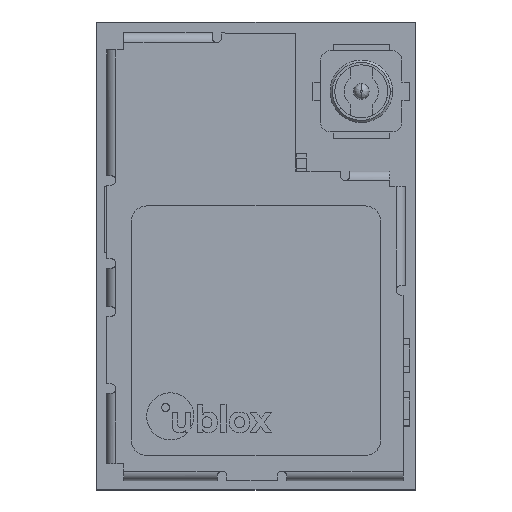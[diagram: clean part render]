
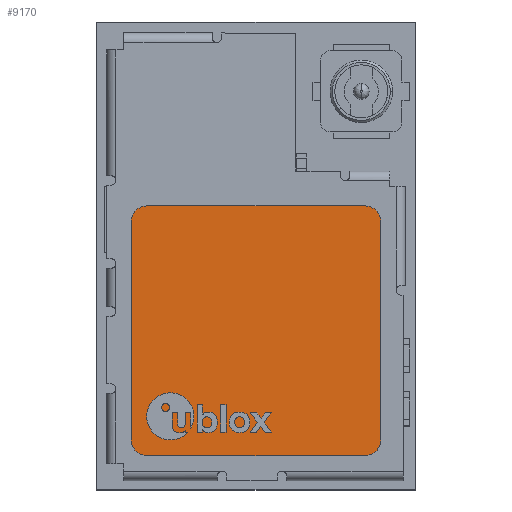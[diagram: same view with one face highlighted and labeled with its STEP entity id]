
A CAD part, top view. The second image highlights one B-rep face of the part: STEP entity #9170.
In plain terms, the highlighted planar face has unit normal (0, 0, 1).
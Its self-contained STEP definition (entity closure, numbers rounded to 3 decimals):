
#156 = ORIENTED_EDGE ( 'NONE', *, *, #21322, .T. ) ;
#490 = CARTESIAN_POINT ( 'NONE',  ( -3.5, -3.5, 0.13 ) ) ;
#1439 = DIRECTION ( 'NONE',  ( 0., -1., 0. ) ) ;
#1612 = EDGE_CURVE ( 'NONE', #37166, #36017, #19578, .T. ) ;
#2471 = CARTESIAN_POINT ( 'NONE',  ( 4., 4., 0.13 ) ) ;
#2945 = CARTESIAN_POINT ( 'NONE',  ( 4., 3.5, 0.13 ) ) ;
#3088 = AXIS2_PLACEMENT_3D ( 'NONE', #34545, #22017, #31530 ) ;
#3104 = AXIS2_PLACEMENT_3D ( 'NONE', #4491, #10844, #36151 ) ;
#4491 = CARTESIAN_POINT ( 'NONE',  ( 3.5, 3.5, 0.13 ) ) ;
#4765 = VECTOR ( 'NONE', #8371, 1000. ) ;
#5083 = VECTOR ( 'NONE', #37390, 1000. ) ;
#5485 = VECTOR ( 'NONE', #1439, 1000. ) ;
#5763 = ORIENTED_EDGE ( 'NONE', *, *, #1612, .T. ) ;
#6678 = ORIENTED_EDGE ( 'NONE', *, *, #39992, .T. ) ;
#6821 = CARTESIAN_POINT ( 'NONE',  ( 3.5, 4., 0.13 ) ) ;
#7338 = ORIENTED_EDGE ( 'NONE', *, *, #30961, .T. ) ;
#7794 = CIRCLE ( 'NONE', #3104, 0.5 ) ;
#7996 = VERTEX_POINT ( 'NONE', #6821 ) ;
#8371 = DIRECTION ( 'NONE',  ( 1., 0., 0. ) ) ;
#9053 = VECTOR ( 'NONE', #15563, 1000. ) ;
#9170 = ADVANCED_FACE ( 'NONE', ( #12761 ), #28180, .T. ) ;
#9911 = DIRECTION ( 'NONE',  ( 1., 0., 0. ) ) ;
#10293 = ORIENTED_EDGE ( 'NONE', *, *, #11110, .T. ) ;
#10791 = AXIS2_PLACEMENT_3D ( 'NONE', #490, #32346, #9911 ) ;
#10844 = DIRECTION ( 'NONE',  ( 0., 0., 1. ) ) ;
#11110 = EDGE_CURVE ( 'NONE', #24119, #31498, #27651, .T. ) ;
#11353 = CARTESIAN_POINT ( 'NONE',  ( 4., -3.5, 0.13 ) ) ;
#12761 = FACE_OUTER_BOUND ( 'NONE', #38051, .T. ) ;
#13261 = CARTESIAN_POINT ( 'NONE',  ( -4., -3.5, 0.13 ) ) ;
#15050 = CARTESIAN_POINT ( 'NONE',  ( -4., 4., 0.13 ) ) ;
#15563 = DIRECTION ( 'NONE',  ( 0., 1., 0. ) ) ;
#15782 = CARTESIAN_POINT ( 'NONE',  ( -3.5, 3.5, 0.13 ) ) ;
#15882 = VERTEX_POINT ( 'NONE', #28093 ) ;
#15916 = DIRECTION ( 'NONE',  ( 0., 0., 1. ) ) ;
#17349 = DIRECTION ( 'NONE',  ( 0., 0., 1. ) ) ;
#18461 = AXIS2_PLACEMENT_3D ( 'NONE', #15782, #15916, #25342 ) ;
#18589 = CIRCLE ( 'NONE', #10791, 0.5 ) ;
#19318 = VERTEX_POINT ( 'NONE', #36345 ) ;
#19578 = LINE ( 'NONE', #24368, #5485 ) ;
#19839 = EDGE_CURVE ( 'NONE', #19318, #37166, #38191, .T. ) ;
#20234 = CIRCLE ( 'NONE', #31423, 0.5 ) ;
#21322 = EDGE_CURVE ( 'NONE', #31498, #7996, #7794, .T. ) ;
#22017 = DIRECTION ( 'NONE',  ( 0., 0., 1. ) ) ;
#24119 = VERTEX_POINT ( 'NONE', #11353 ) ;
#24368 = CARTESIAN_POINT ( 'NONE',  ( -4., 4., 0.13 ) ) ;
#24880 = ORIENTED_EDGE ( 'NONE', *, *, #30149, .T. ) ;
#25342 = DIRECTION ( 'NONE',  ( 1., 0., 0. ) ) ;
#27651 = LINE ( 'NONE', #2471, #9053 ) ;
#28034 = CARTESIAN_POINT ( 'NONE',  ( -3.5, -4., 0.13 ) ) ;
#28093 = CARTESIAN_POINT ( 'NONE',  ( 3.5, -4., 0.13 ) ) ;
#28180 = PLANE ( 'NONE',  #3088 ) ;
#29232 = EDGE_CURVE ( 'NONE', #15882, #24119, #20234, .T. ) ;
#29673 = CARTESIAN_POINT ( 'NONE',  ( -4., 3.5, 0.13 ) ) ;
#30149 = EDGE_CURVE ( 'NONE', #7996, #19318, #34277, .T. ) ;
#30554 = ORIENTED_EDGE ( 'NONE', *, *, #29232, .T. ) ;
#30707 = VERTEX_POINT ( 'NONE', #28034 ) ;
#30948 = CARTESIAN_POINT ( 'NONE',  ( -4., -4., 0.13 ) ) ;
#30961 = EDGE_CURVE ( 'NONE', #36017, #30707, #18589, .T. ) ;
#31423 = AXIS2_PLACEMENT_3D ( 'NONE', #36621, #17349, #39857 ) ;
#31498 = VERTEX_POINT ( 'NONE', #2945 ) ;
#31530 = DIRECTION ( 'NONE',  ( 1., 0., 0. ) ) ;
#32346 = DIRECTION ( 'NONE',  ( 0., 0., 1. ) ) ;
#34277 = LINE ( 'NONE', #15050, #5083 ) ;
#34487 = LINE ( 'NONE', #30948, #4765 ) ;
#34545 = CARTESIAN_POINT ( 'NONE',  ( 0., 0., 0.13 ) ) ;
#36017 = VERTEX_POINT ( 'NONE', #13261 ) ;
#36151 = DIRECTION ( 'NONE',  ( 1., 0., 0. ) ) ;
#36345 = CARTESIAN_POINT ( 'NONE',  ( -3.5, 4., 0.13 ) ) ;
#36621 = CARTESIAN_POINT ( 'NONE',  ( 3.5, -3.5, 0.13 ) ) ;
#37166 = VERTEX_POINT ( 'NONE', #29673 ) ;
#37390 = DIRECTION ( 'NONE',  ( -1., 0., 0. ) ) ;
#38051 = EDGE_LOOP ( 'NONE', ( #5763, #7338, #6678, #30554, #10293, #156, #24880, #38439 ) ) ;
#38191 = CIRCLE ( 'NONE', #18461, 0.5 ) ;
#38439 = ORIENTED_EDGE ( 'NONE', *, *, #19839, .T. ) ;
#39857 = DIRECTION ( 'NONE',  ( 1., 0., 0. ) ) ;
#39992 = EDGE_CURVE ( 'NONE', #30707, #15882, #34487, .T. ) ;
